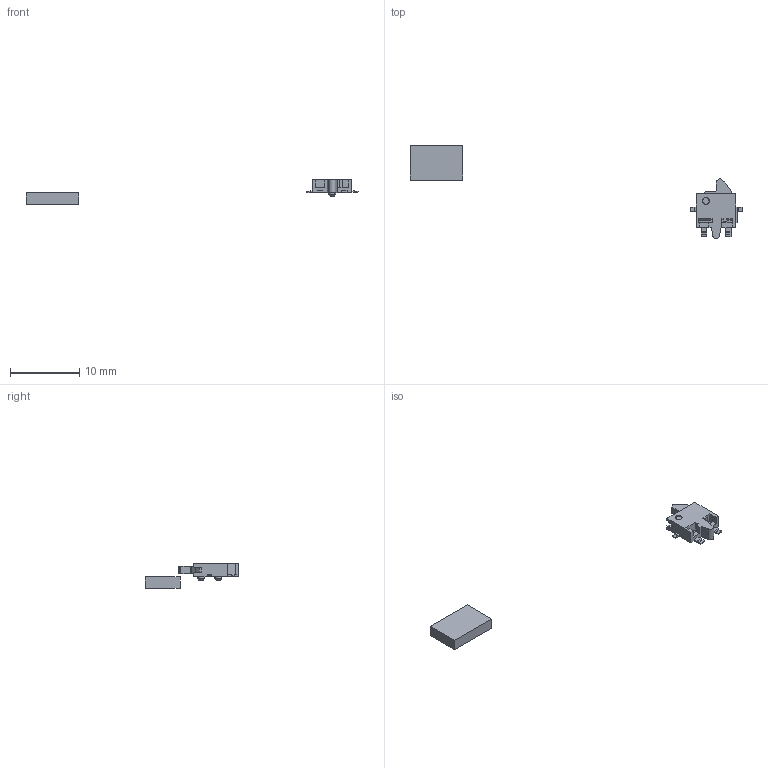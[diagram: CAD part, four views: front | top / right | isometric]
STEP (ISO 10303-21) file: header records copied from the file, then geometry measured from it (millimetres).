
FILE_DESCRIPTION(('Open CASCADE Model'),'2;1');
FILE_NAME('Open CASCADE Shape Model','2017-06-01T15:22:00',('Author'),( 'Open CASCADE'),'Open CASCADE STEP processor 6.8','Open CASCADE 6.8' ,'Unknown');
FILE_SCHEMA(('AUTOMOTIVE_DESIGN { 1 0 10303 214 1 1 1 1 }'));
Length unit declared in the file: millimetre
Products named in the file (4): PCB; Board; S2; HDP001L_10282014
Assembly tree (3 placements, depth 3):
  PCB
    Board
    S2
      HDP001L_10282014
Bounding box: 47.95 x 13.49 x 3.54 mm (x, y, z)
Volume: 107.1 mm3; surface area: 333.3 mm2
Topology: 2 solids, 2 shells, 172 faces, 473 edges, 315 vertices
Faces by surface type: plane 138, cylinder 30, cone 4
Entity records: 14950 total; most frequent: CARTESIAN_POINT 5600, DIRECTION 1664, LINE 1141, VECTOR 1141, ORIENTED_EDGE 946, PCURVE 946, DEFINITIONAL_REPRESENTATION 946, EDGE_CURVE 473
